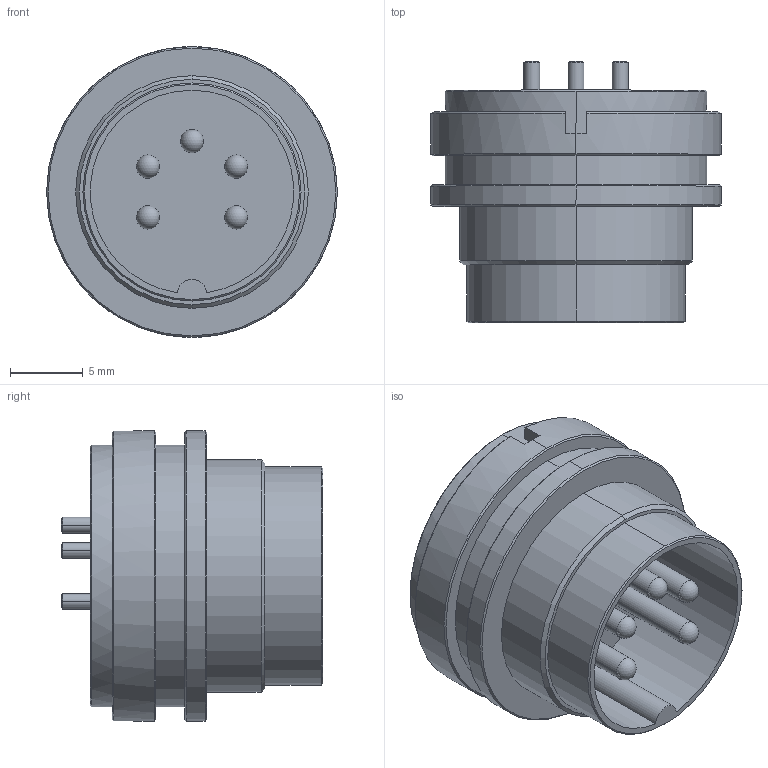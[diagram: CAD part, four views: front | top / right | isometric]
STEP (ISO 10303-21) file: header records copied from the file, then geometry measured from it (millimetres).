
FILE_DESCRIPTION((''),'2;1');
FILE_NAME('09-0315-09-05.stp','2005-04-25T08:58:09',('generator'),(''),'Autodesk Inventor 7','Autodesk Inventor 7','');
FILE_SCHEMA(('AUTOMOTIVE_DESIGN { 1 0 10303 214 1 1 1 1 }'));
Length unit declared in the file: millimetre
Products named in the file (1): 09-0315-09-05
Bounding box: 20 x 18 x 20 mm (x, y, z)
Volume: 1954.6 mm3; surface area: 2780.6 mm2
Topology: 1 solids, 1 shells, 158 faces, 400 edges, 250 vertices
Faces by surface type: plane 69, cylinder 58, cone 26, sphere 5
Entity records: 4641 total; most frequent: DIRECTION 868, CARTESIAN_POINT 779, ORIENTED_EDGE 760, EDGE_CURVE 380, AXIS2_PLACEMENT_3D 329, VERTEX_POINT 240, VECTOR 210, LINE 210
